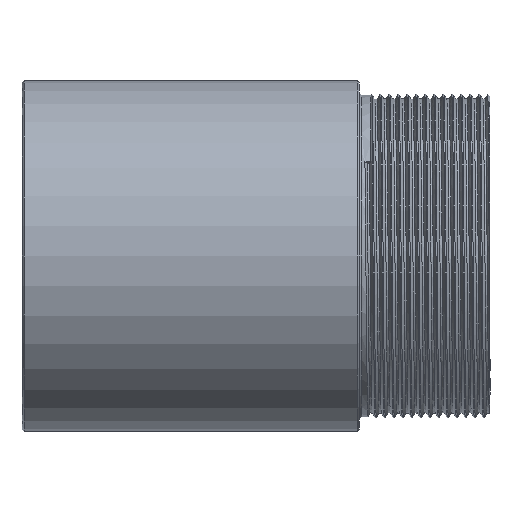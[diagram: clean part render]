
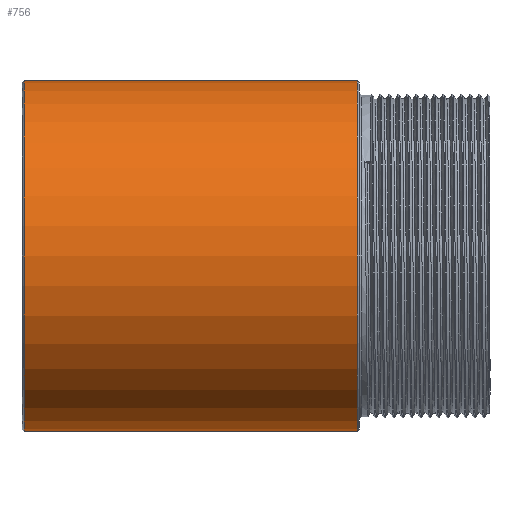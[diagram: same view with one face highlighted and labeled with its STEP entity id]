
A CAD part, front view. The second image highlights one B-rep face of the part: STEP entity #756.
In plain terms, the highlighted cylindrical face has radius 39 mm (diameter 78 mm), a partial arc.
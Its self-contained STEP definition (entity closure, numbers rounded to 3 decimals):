
#580 = AXIS2_PLACEMENT_3D ( 'NONE', #1442, #3162, #4893 ) ;
#756 = ADVANCED_FACE ( 'NONE', ( #4843 ), #3905, .T. ) ;
#923 = AXIS2_PLACEMENT_3D ( 'NONE', #4391, #4868, #2605 ) ;
#1079 = LINE ( 'NONE', #4530, #2895 ) ;
#1110 = DIRECTION ( 'NONE',  ( -1., 0., 0. ) ) ;
#1331 = CARTESIAN_POINT ( 'NONE',  ( -38.305, 0., -39. ) ) ;
#1442 = CARTESIAN_POINT ( 'NONE',  ( -13.89, 0., 0. ) ) ;
#1466 = EDGE_CURVE ( 'NONE', #4377, #2499, #3974, .T. ) ;
#1598 = EDGE_CURVE ( 'NONE', #4657, #1793, #1079, .T. ) ;
#1684 = ORIENTED_EDGE ( 'NONE', *, *, #1598, .T. ) ;
#1793 = VERTEX_POINT ( 'NONE', #4251 ) ;
#1990 = AXIS2_PLACEMENT_3D ( 'NONE', #2228, #5235, #3951 ) ;
#2228 = CARTESIAN_POINT ( 'NONE',  ( 60.11, 0., 0. ) ) ;
#2499 = VERTEX_POINT ( 'NONE', #3130 ) ;
#2605 = DIRECTION ( 'NONE',  ( 0., 0., 1. ) ) ;
#2730 = CIRCLE ( 'NONE', #580, 39. ) ;
#2781 = ORIENTED_EDGE ( 'NONE', *, *, #1466, .F. ) ;
#2895 = VECTOR ( 'NONE', #1110, 1000. ) ;
#2974 = CIRCLE ( 'NONE', #1990, 39. ) ;
#2984 = ORIENTED_EDGE ( 'NONE', *, *, #4921, .T. ) ;
#3130 = CARTESIAN_POINT ( 'NONE',  ( -13.89, 0., -39. ) ) ;
#3162 = DIRECTION ( 'NONE',  ( 1., 0., 0. ) ) ;
#3226 = EDGE_CURVE ( 'NONE', #1793, #2499, #2730, .T. ) ;
#3548 = DIRECTION ( 'NONE',  ( -1., 0., 0. ) ) ;
#3595 = EDGE_LOOP ( 'NONE', ( #2781, #2984, #1684, #4964 ) ) ;
#3905 = CYLINDRICAL_SURFACE ( 'NONE', #923, 39. ) ;
#3951 = DIRECTION ( 'NONE',  ( 0., 0., 1. ) ) ;
#3974 = LINE ( 'NONE', #1331, #5332 ) ;
#4251 = CARTESIAN_POINT ( 'NONE',  ( -13.89, 0., 39. ) ) ;
#4377 = VERTEX_POINT ( 'NONE', #5073 ) ;
#4391 = CARTESIAN_POINT ( 'NONE',  ( -38.305, 0., 0. ) ) ;
#4530 = CARTESIAN_POINT ( 'NONE',  ( -38.305, 0., 39. ) ) ;
#4657 = VERTEX_POINT ( 'NONE', #5339 ) ;
#4843 = FACE_OUTER_BOUND ( 'NONE', #3595, .T. ) ;
#4868 = DIRECTION ( 'NONE',  ( -1., 0., 0. ) ) ;
#4893 = DIRECTION ( 'NONE',  ( 0., 0., -1. ) ) ;
#4921 = EDGE_CURVE ( 'NONE', #4377, #4657, #2974, .T. ) ;
#4964 = ORIENTED_EDGE ( 'NONE', *, *, #3226, .T. ) ;
#5073 = CARTESIAN_POINT ( 'NONE',  ( 60.11, 0., -39. ) ) ;
#5235 = DIRECTION ( 'NONE',  ( -1., 0., 0. ) ) ;
#5332 = VECTOR ( 'NONE', #3548, 1000. ) ;
#5339 = CARTESIAN_POINT ( 'NONE',  ( 60.11, 0., 39. ) ) ;
